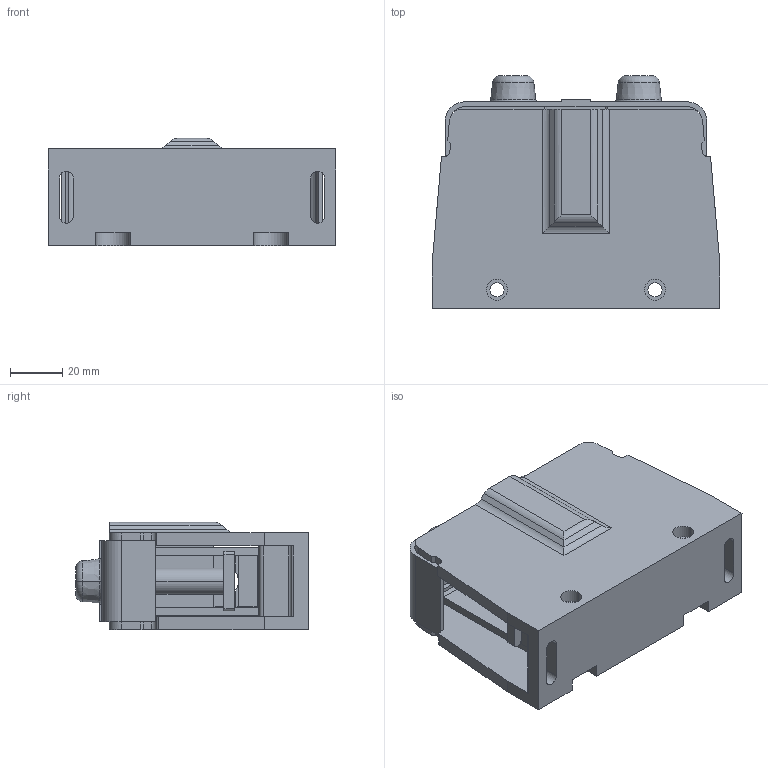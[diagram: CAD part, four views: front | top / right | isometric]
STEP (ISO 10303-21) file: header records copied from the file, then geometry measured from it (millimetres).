
FILE_DESCRIPTION((''),'2;1');
FILE_NAME('150-ZP_ASM','2024-01-26T',('dell'),(''),'PRO/ENGINEER BY PARAMETRIC TECHNOLOGY CORPORATION, 2013230','PRO/ENGINEER BY PARAMETRIC TECHNOLOGY CORPORATION, 2013230','');
FILE_SCHEMA(('AUTOMOTIVE_DESIGN { 1 0 10303 214 1 1 1 1 }'));
Length unit declared in the file: millimetre
Products named in the file (1): 150-ZP_ASM
Bounding box: 110 x 88.8 x 41 mm (x, y, z)
Volume: 190006.5 mm3; surface area: 76539.1 mm2
Topology: 1 solids, 1 shells, 442 faces, 1310 edges, 858 vertices
Faces by surface type: plane 264, cylinder 152, torus 16, cone 10
Entity records: 16051 total; most frequent: CARTESIAN_POINT 3218, ORIENTED_EDGE 2620, DIRECTION 2302, EDGE_CURVE 1310, VECTOR 906, LINE 906, VERTEX_POINT 858, AXIS2_PLACEMENT_3D 698
